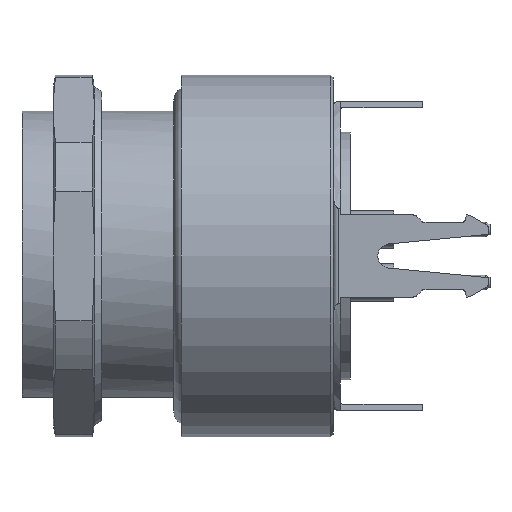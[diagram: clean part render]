
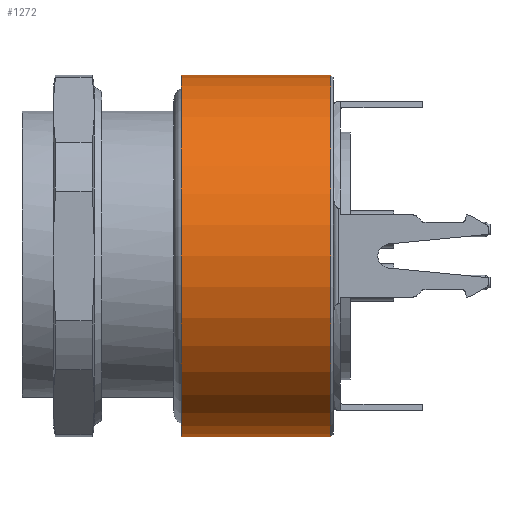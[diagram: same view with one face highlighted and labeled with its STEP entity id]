
A CAD part, front view. The second image highlights one B-rep face of the part: STEP entity #1272.
In plain terms, the highlighted cylindrical face has radius 7.5 mm (diameter 15 mm), a full revolution.
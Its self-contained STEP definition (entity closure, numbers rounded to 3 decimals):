
#1272=ADVANCED_FACE('',(#1609,#1610),#1536,.T.);
#1536=CYLINDRICAL_SURFACE('',#4566,7.5);
#1609=FACE_BOUND('',#1739,.T.);
#1610=FACE_BOUND('',#1740,.T.);
#1739=EDGE_LOOP('',(#2078));
#1740=EDGE_LOOP('',(#2079));
#2078=ORIENTED_EDGE('',*,*,#3754,.T.);
#2079=ORIENTED_EDGE('',*,*,#3752,.F.);
#3320=VERTEX_POINT('',#6254);
#3322=VERTEX_POINT('',#6259);
#3752=EDGE_CURVE('',#3320,#3320,#4372,.T.);
#3754=EDGE_CURVE('',#3322,#3322,#4374,.T.);
#4372=CIRCLE('',#4562,7.5);
#4374=CIRCLE('',#4565,7.5);
#4562=AXIS2_PLACEMENT_3D('',#6253,#5029,#5030);
#4565=AXIS2_PLACEMENT_3D('',#6258,#5035,#5036);
#4566=AXIS2_PLACEMENT_3D('',#6260,#5037,#5038);
#5029=DIRECTION('',(-1.,0.,0.));
#5030=DIRECTION('',(0.,1.,0.));
#5035=DIRECTION('',(-1.,0.,0.));
#5036=DIRECTION('',(0.,1.,0.));
#5037=DIRECTION('',(1.,0.,0.));
#5038=DIRECTION('',(0.,1.,0.));
#6253=CARTESIAN_POINT('',(6.9,0.,0.));
#6254=CARTESIAN_POINT('',(6.9,7.5,0.));
#6258=CARTESIAN_POINT('',(13.1,0.,0.));
#6259=CARTESIAN_POINT('',(13.1,7.5,0.));
#6260=CARTESIAN_POINT('',(0.3,0.,0.));
